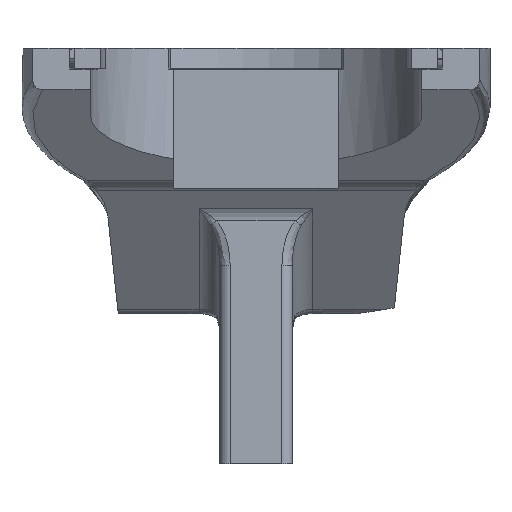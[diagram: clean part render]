
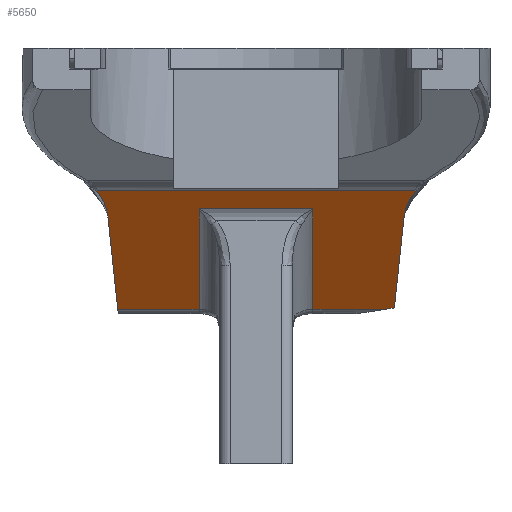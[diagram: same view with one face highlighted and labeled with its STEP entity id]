
A CAD part, front view. The second image highlights one B-rep face of the part: STEP entity #5650.
In plain terms, the highlighted planar face has unit normal (0, -0.819, -0.574).
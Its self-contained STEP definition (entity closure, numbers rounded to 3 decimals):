
#27 =( BOUNDED_CURVE ( )  B_SPLINE_CURVE ( 3, ( #3967, #4001, #1155, #2139 ),
 .UNSPECIFIED., .F., .T. ) 
 B_SPLINE_CURVE_WITH_KNOTS ( ( 4, 4 ),
 ( 4.627, 5.462 ),
 .UNSPECIFIED. ) 
 CURVE ( )  GEOMETRIC_REPRESENTATION_ITEM ( )  RATIONAL_B_SPLINE_CURVE ( ( 1., 0.943, 0.943, 1. ) ) 
 REPRESENTATION_ITEM ( '' )  );
#36 = DIRECTION ( 'NONE',  ( 1., 0., 0. ) ) ;
#40 = CARTESIAN_POINT ( 'NONE',  ( 3.5, 23.139, -11.51 ) ) ;
#63 = EDGE_CURVE ( 'NONE', #5059, #5404, #4742, .T. ) ;
#93 = VERTEX_POINT ( 'NONE', #921 ) ;
#240 = DIRECTION ( 'NONE',  ( 0., 0.819, 0.574 ) ) ;
#262 = EDGE_CURVE ( 'NONE', #5404, #570, #705, .T. ) ;
#329 = LINE ( 'NONE', #3706, #3542 ) ;
#414 = CARTESIAN_POINT ( 'NONE',  ( 8.859, 29.927, -21.204 ) ) ;
#510 = VERTEX_POINT ( 'NONE', #4761 ) ;
#570 = VERTEX_POINT ( 'NONE', #6215 ) ;
#580 = VERTEX_POINT ( 'NONE', #2307 ) ;
#644 = CARTESIAN_POINT ( 'NONE',  ( 15.33, 21.86, -9.683 ) ) ;
#662 = CIRCLE ( 'NONE', #4480, 24.5 ) ;
#686 = CARTESIAN_POINT ( 'NONE',  ( -15.33, 21.86, -9.683 ) ) ;
#705 = LINE ( 'NONE', #2668, #5194 ) ;
#726 = CARTESIAN_POINT ( 'NONE',  ( 17.3, 43.693, -40.864 ) ) ;
#771 = VECTOR ( 'NONE', #3276, 1000. ) ;
#805 = EDGE_CURVE ( 'NONE', #93, #3368, #1538, .T. ) ;
#921 = CARTESIAN_POINT ( 'NONE',  ( 15.38, 21.969, -9.838 ) ) ;
#977 = VECTOR ( 'NONE', #3425, 1000. ) ;
#1087 = DIRECTION ( 'NONE',  ( 0., -0.574, 0.819 ) ) ;
#1112 = CARTESIAN_POINT ( 'NONE',  ( -15.347, 21.9, -9.741 ) ) ;
#1136 = CARTESIAN_POINT ( 'NONE',  ( 15.38, 21.969, -9.838 ) ) ;
#1155 = CARTESIAN_POINT ( 'NONE',  ( 14.777, 22.417, -10.479 ) ) ;
#1233 = VERTEX_POINT ( 'NONE', #3643 ) ;
#1352 = CARTESIAN_POINT ( 'NONE',  ( -14.644, 21.86, -9.683 ) ) ;
#1437 = DIRECTION ( 'NONE',  ( 0.087, -0.571, 0.816 ) ) ;
#1497 = FACE_OUTER_BOUND ( 'NONE', #5069, .T. ) ;
#1538 = B_SPLINE_CURVE_WITH_KNOTS ( 'NONE', 3,
 ( #1136, #5151, #6017, #5119, #3105, #1582, #644 ),
 .UNSPECIFIED., .F., .F.,
 ( 4, 3, 4 ),
 ( 0., 0., 0. ),
 .UNSPECIFIED. ) ;
#1582 = CARTESIAN_POINT ( 'NONE',  ( 15.33, 21.862, -9.686 ) ) ;
#1586 = CARTESIAN_POINT ( 'NONE',  ( 13.359, 29.823, -21.056 ) ) ;
#1605 = VERTEX_POINT ( 'NONE', #1751 ) ;
#1751 = CARTESIAN_POINT ( 'NONE',  ( -15.33, 21.86, -9.683 ) ) ;
#1755 = CARTESIAN_POINT ( 'NONE',  ( 5.5, 30.5, -22.023 ) ) ;
#1887 = CARTESIAN_POINT ( 'NONE',  ( -15.38, 21.969, -9.838 ) ) ;
#1927 = DIRECTION ( 'NONE',  ( 0., -0.574, 0.819 ) ) ;
#2020 = VECTOR ( 'NONE', #3504, 1000. ) ;
#2083 = CARTESIAN_POINT ( 'NONE',  ( -15.331, 21.864, -9.689 ) ) ;
#2139 = CARTESIAN_POINT ( 'NONE',  ( 15.38, 21.969, -9.838 ) ) ;
#2307 = CARTESIAN_POINT ( 'NONE',  ( 14.29, 23.695, -12.304 ) ) ;
#2310 = DIRECTION ( 'NONE',  ( 0., -0.574, 0.819 ) ) ;
#2322 = ORIENTED_EDGE ( 'NONE', *, *, #63, .T. ) ;
#2337 = CARTESIAN_POINT ( 'NONE',  ( 15.33, 21.86, -9.683 ) ) ;
#2341 = CARTESIAN_POINT ( 'NONE',  ( -5.5, 23.139, -11.51 ) ) ;
#2353 = ORIENTED_EDGE ( 'NONE', *, *, #5323, .T. ) ;
#2372 = ORIENTED_EDGE ( 'NONE', *, *, #5797, .T. ) ;
#2472 = ORIENTED_EDGE ( 'NONE', *, *, #5014, .T. ) ;
#2491 = VERTEX_POINT ( 'NONE', #5654 ) ;
#2668 = CARTESIAN_POINT ( 'NONE',  ( -13.733, 27.361, -17.539 ) ) ;
#2807 = CARTESIAN_POINT ( 'NONE',  ( 5.5, 29.927, -21.204 ) ) ;
#2850 = LINE ( 'NONE', #1755, #771 ) ;
#2927 = EDGE_CURVE ( 'NONE', #1233, #5394, #329, .T. ) ;
#2975 = CARTESIAN_POINT ( 'NONE',  ( -5.5, 29.927, -21.204 ) ) ;
#3027 = CARTESIAN_POINT ( 'NONE',  ( -14.29, 23.695, -12.304 ) ) ;
#3065 = EDGE_CURVE ( 'NONE', #570, #1233, #4828, .T. ) ;
#3099 = VERTEX_POINT ( 'NONE', #1586 ) ;
#3105 = CARTESIAN_POINT ( 'NONE',  ( 15.331, 21.864, -9.689 ) ) ;
#3111 = CARTESIAN_POINT ( 'NONE',  ( -15.33, 21.862, -9.686 ) ) ;
#3243 = VECTOR ( 'NONE', #1437, 1000. ) ;
#3247 = VECTOR ( 'NONE', #5251, 1000. ) ;
#3276 = DIRECTION ( 'NONE',  ( 0., 0.574, -0.819 ) ) ;
#3325 = LINE ( 'NONE', #1352, #3247 ) ;
#3350 = AXIS2_PLACEMENT_3D ( 'NONE', #5005, #5974, #1927 ) ;
#3368 = VERTEX_POINT ( 'NONE', #2337 ) ;
#3425 = DIRECTION ( 'NONE',  ( 1., 0., 0. ) ) ;
#3449 = CARTESIAN_POINT ( 'NONE',  ( -15.38, 21.969, -9.838 ) ) ;
#3504 = DIRECTION ( 'NONE',  ( 1., 0., 0. ) ) ;
#3542 = VECTOR ( 'NONE', #2310, 1000. ) ;
#3643 = CARTESIAN_POINT ( 'NONE',  ( -5.5, 29.927, -21.204 ) ) ;
#3706 = CARTESIAN_POINT ( 'NONE',  ( -5.5, 23.5, -12.026 ) ) ;
#3925 = EDGE_CURVE ( 'NONE', #2491, #3099, #662, .T. ) ;
#3947 = ORIENTED_EDGE ( 'NONE', *, *, #805, .T. ) ;
#3967 = CARTESIAN_POINT ( 'NONE',  ( 14.29, 23.695, -12.304 ) ) ;
#3981 = B_SPLINE_CURVE_WITH_KNOTS ( 'NONE', 3,
 ( #686, #3111, #2083, #4508, #1112, #5129, #4021 ),
 .UNSPECIFIED., .F., .F.,
 ( 4, 3, 4 ),
 ( 0., 0., 0. ),
 .UNSPECIFIED. ) ;
#3984 = ORIENTED_EDGE ( 'NONE', *, *, #3925, .T. ) ;
#4001 = CARTESIAN_POINT ( 'NONE',  ( 14.391, 23.027, -11.351 ) ) ;
#4021 = CARTESIAN_POINT ( 'NONE',  ( -15.38, 21.969, -9.838 ) ) ;
#4177 = EDGE_CURVE ( 'NONE', #1605, #5059, #3981, .T. ) ;
#4475 = VECTOR ( 'NONE', #36, 1000. ) ;
#4480 = AXIS2_PLACEMENT_3D ( 'NONE', #726, #240, #1087 ) ;
#4508 = CARTESIAN_POINT ( 'NONE',  ( -15.332, 21.866, -9.692 ) ) ;
#4567 = ORIENTED_EDGE ( 'NONE', *, *, #3065, .T. ) ;
#4583 = DIRECTION ( 'NONE',  ( 0.087, 0.571, -0.816 ) ) ;
#4661 = ORIENTED_EDGE ( 'NONE', *, *, #4873, .T. ) ;
#4742 =( BOUNDED_CURVE ( )  B_SPLINE_CURVE ( 3, ( #3449, #6396, #5454, #3027 ),
 .UNSPECIFIED., .F., .T. ) 
 B_SPLINE_CURVE_WITH_KNOTS ( ( 4, 4 ),
 ( 3.963, 4.798 ),
 .UNSPECIFIED. ) 
 CURVE ( )  GEOMETRIC_REPRESENTATION_ITEM ( )  RATIONAL_B_SPLINE_CURVE ( ( 1., 0.943, 0.943, 1. ) ) 
 REPRESENTATION_ITEM ( '' )  );
#4761 = CARTESIAN_POINT ( 'NONE',  ( 5.5, 23.139, -11.51 ) ) ;
#4768 = EDGE_CURVE ( 'NONE', #3099, #580, #5906, .T. ) ;
#4828 = LINE ( 'NONE', #2975, #4475 ) ;
#4873 = EDGE_CURVE ( 'NONE', #580, #93, #27, .T. ) ;
#4954 = ORIENTED_EDGE ( 'NONE', *, *, #2927, .T. ) ;
#5005 = CARTESIAN_POINT ( 'NONE',  ( 23., 28.206, -18.747 ) ) ;
#5014 = EDGE_CURVE ( 'NONE', #510, #5390, #2850, .T. ) ;
#5059 = VERTEX_POINT ( 'NONE', #1887 ) ;
#5069 = EDGE_LOOP ( 'NONE', ( #2472, #5861, #3984, #5789, #4661, #3947, #2353, #6208, #2322, #5370, #4567, #4954, #2372 ) ) ;
#5119 = CARTESIAN_POINT ( 'NONE',  ( 15.332, 21.866, -9.692 ) ) ;
#5129 = CARTESIAN_POINT ( 'NONE',  ( -15.363, 21.935, -9.79 ) ) ;
#5151 = CARTESIAN_POINT ( 'NONE',  ( 15.363, 21.935, -9.79 ) ) ;
#5194 = VECTOR ( 'NONE', #4583, 1000. ) ;
#5251 = DIRECTION ( 'NONE',  ( -1., 0., 0. ) ) ;
#5305 = CARTESIAN_POINT ( 'NONE',  ( -14.29, 23.695, -12.304 ) ) ;
#5323 = EDGE_CURVE ( 'NONE', #3368, #1605, #3325, .T. ) ;
#5370 = ORIENTED_EDGE ( 'NONE', *, *, #262, .T. ) ;
#5390 = VERTEX_POINT ( 'NONE', #2807 ) ;
#5394 = VERTEX_POINT ( 'NONE', #2341 ) ;
#5397 = LINE ( 'NONE', #414, #977 ) ;
#5404 = VERTEX_POINT ( 'NONE', #5305 ) ;
#5451 = PLANE ( 'NONE',  #3350 ) ;
#5454 = CARTESIAN_POINT ( 'NONE',  ( -14.391, 23.027, -11.351 ) ) ;
#5511 = EDGE_CURVE ( 'NONE', #5390, #2491, #5397, .T. ) ;
#5650 = ADVANCED_FACE ( 'NONE', ( #1497 ), #5451, .F. ) ;
#5654 = CARTESIAN_POINT ( 'NONE',  ( 12.376, 29.927, -21.204 ) ) ;
#5789 = ORIENTED_EDGE ( 'NONE', *, *, #4768, .T. ) ;
#5797 = EDGE_CURVE ( 'NONE', #5394, #510, #5930, .T. ) ;
#5812 = CARTESIAN_POINT ( 'NONE',  ( 13.733, 27.361, -17.539 ) ) ;
#5861 = ORIENTED_EDGE ( 'NONE', *, *, #5511, .T. ) ;
#5906 = LINE ( 'NONE', #5812, #3243 ) ;
#5930 = LINE ( 'NONE', #40, #2020 ) ;
#5974 = DIRECTION ( 'NONE',  ( 0., 0.819, 0.574 ) ) ;
#6017 = CARTESIAN_POINT ( 'NONE',  ( 15.347, 21.9, -9.741 ) ) ;
#6208 = ORIENTED_EDGE ( 'NONE', *, *, #4177, .T. ) ;
#6215 = CARTESIAN_POINT ( 'NONE',  ( -13.343, 29.927, -21.204 ) ) ;
#6396 = CARTESIAN_POINT ( 'NONE',  ( -14.777, 22.417, -10.479 ) ) ;
